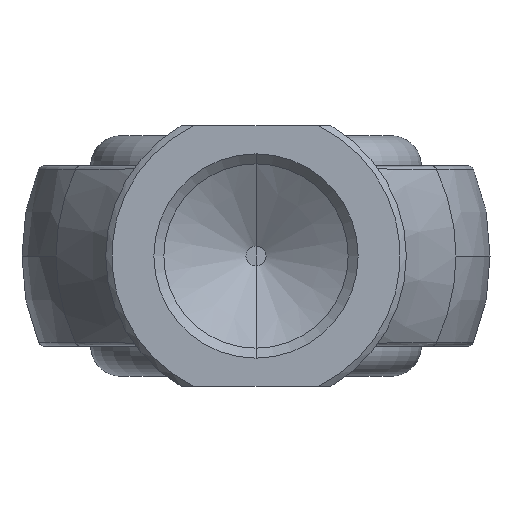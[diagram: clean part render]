
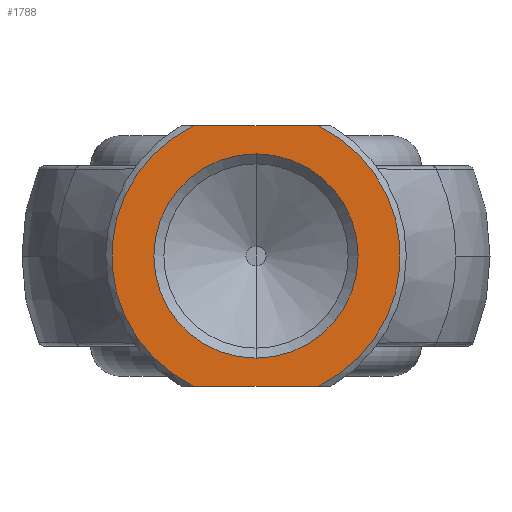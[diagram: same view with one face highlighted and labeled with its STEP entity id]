
A CAD part, left-side view. The second image highlights one B-rep face of the part: STEP entity #1788.
In plain terms, the highlighted planar face has unit normal (-1, 0, 0).
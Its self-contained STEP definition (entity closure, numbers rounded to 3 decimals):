
#6 = DIRECTION ( 'NONE',  ( 0., 0., -1. ) ) ;
#7 = DIRECTION ( 'NONE',  ( 1., 0., 0. ) ) ;
#9 = CARTESIAN_POINT ( 'NONE',  ( 0., 0., 0. ) ) ;
#70 = CIRCLE ( 'NONE', #821, 25.5 ) ;
#121 = FACE_BOUND ( 'NONE', #1668, .T. ) ;
#133 = LINE ( 'NONE', #1593, #268 ) ;
#139 = FACE_OUTER_BOUND ( 'NONE', #1669, .T. ) ;
#167 = VECTOR ( 'NONE', #1617, 1000. ) ;
#207 = CIRCLE ( 'NONE', #670, 36. ) ;
#209 = CIRCLE ( 'NONE', #672, 36. ) ;
#222 = LINE ( 'NONE', #1608, #167 ) ;
#234 = CIRCLE ( 'NONE', #652, 25.5 ) ;
#268 = VECTOR ( 'NONE', #1592, 1000. ) ;
#411 = CARTESIAN_POINT ( 'NONE',  ( 0., 0., 0. ) ) ;
#412 = DIRECTION ( 'NONE',  ( 1., 0., 0. ) ) ;
#413 = DIRECTION ( 'NONE',  ( 0., 0., -1. ) ) ;
#652 = AXIS2_PLACEMENT_3D ( 'NONE', #9, #7, #6 ) ;
#670 = AXIS2_PLACEMENT_3D ( 'NONE', #1591, #1612, #1611 ) ;
#672 = AXIS2_PLACEMENT_3D ( 'NONE', #1571, #1569, #1572 ) ;
#692 = EDGE_CURVE ( 'NONE', #1944, #1942, #234, .T. ) ;
#749 = EDGE_CURVE ( 'NONE', #1876, #1951, #133, .T. ) ;
#756 = EDGE_CURVE ( 'NONE', #1956, #1951, #207, .T. ) ;
#758 = EDGE_CURVE ( 'NONE', #1956, #1943, #222, .T. ) ;
#761 = EDGE_CURVE ( 'NONE', #1876, #1943, #209, .T. ) ;
#804 = EDGE_CURVE ( 'NONE', #1942, #1944, #70, .T. ) ;
#821 = AXIS2_PLACEMENT_3D ( 'NONE', #411, #412, #413 ) ;
#844 = AXIS2_PLACEMENT_3D ( 'NONE', #1181, #1183, #1184 ) ;
#1181 = CARTESIAN_POINT ( 'NONE',  ( 0., 23., 0. ) ) ;
#1182 = PLANE ( 'NONE',  #844 ) ;
#1183 = DIRECTION ( 'NONE',  ( 1., 0., 0. ) ) ;
#1184 = DIRECTION ( 'NONE',  ( 0., 0., -1. ) ) ;
#1247 = CARTESIAN_POINT ( 'NONE',  ( 0., 15.484, 32.5 ) ) ;
#1270 = CARTESIAN_POINT ( 'NONE',  ( 0., 0., -25.5 ) ) ;
#1271 = CARTESIAN_POINT ( 'NONE',  ( 0., 15.484, -32.5 ) ) ;
#1272 = CARTESIAN_POINT ( 'NONE',  ( 0., 0., 25.5 ) ) ;
#1279 = CARTESIAN_POINT ( 'NONE',  ( 0., -15.484, 32.5 ) ) ;
#1284 = CARTESIAN_POINT ( 'NONE',  ( 0., -15.484, -32.5 ) ) ;
#1356 = ORIENTED_EDGE ( 'NONE', *, *, #749, .F. ) ;
#1360 = ORIENTED_EDGE ( 'NONE', *, *, #756, .T. ) ;
#1363 = ORIENTED_EDGE ( 'NONE', *, *, #758, .F. ) ;
#1365 = ORIENTED_EDGE ( 'NONE', *, *, #692, .T. ) ;
#1366 = ORIENTED_EDGE ( 'NONE', *, *, #804, .T. ) ;
#1470 = ORIENTED_EDGE ( 'NONE', *, *, #761, .T. ) ;
#1569 = DIRECTION ( 'NONE',  ( -1., 0., 0. ) ) ;
#1571 = CARTESIAN_POINT ( 'NONE',  ( 0., 0., 0. ) ) ;
#1572 = DIRECTION ( 'NONE',  ( 0., 0., -1. ) ) ;
#1591 = CARTESIAN_POINT ( 'NONE',  ( 0., 0., 0. ) ) ;
#1592 = DIRECTION ( 'NONE',  ( 0., -1., 0. ) ) ;
#1593 = CARTESIAN_POINT ( 'NONE',  ( 0., 18.708, 32.5 ) ) ;
#1608 = CARTESIAN_POINT ( 'NONE',  ( 0., 18.708, -32.5 ) ) ;
#1611 = DIRECTION ( 'NONE',  ( 0., 0., -1. ) ) ;
#1612 = DIRECTION ( 'NONE',  ( -1., 0., 0. ) ) ;
#1617 = DIRECTION ( 'NONE',  ( 0., 1., 0. ) ) ;
#1668 = EDGE_LOOP ( 'NONE', ( #1365, #1366 ) ) ;
#1669 = EDGE_LOOP ( 'NONE', ( #1363, #1360, #1356, #1470 ) ) ;
#1788 = ADVANCED_FACE ( 'NONE', ( #121, #139 ), #1182, .F. ) ;
#1876 = VERTEX_POINT ( 'NONE', #1247 ) ;
#1942 = VERTEX_POINT ( 'NONE', #1270 ) ;
#1943 = VERTEX_POINT ( 'NONE', #1271 ) ;
#1944 = VERTEX_POINT ( 'NONE', #1272 ) ;
#1951 = VERTEX_POINT ( 'NONE', #1279 ) ;
#1956 = VERTEX_POINT ( 'NONE', #1284 ) ;
